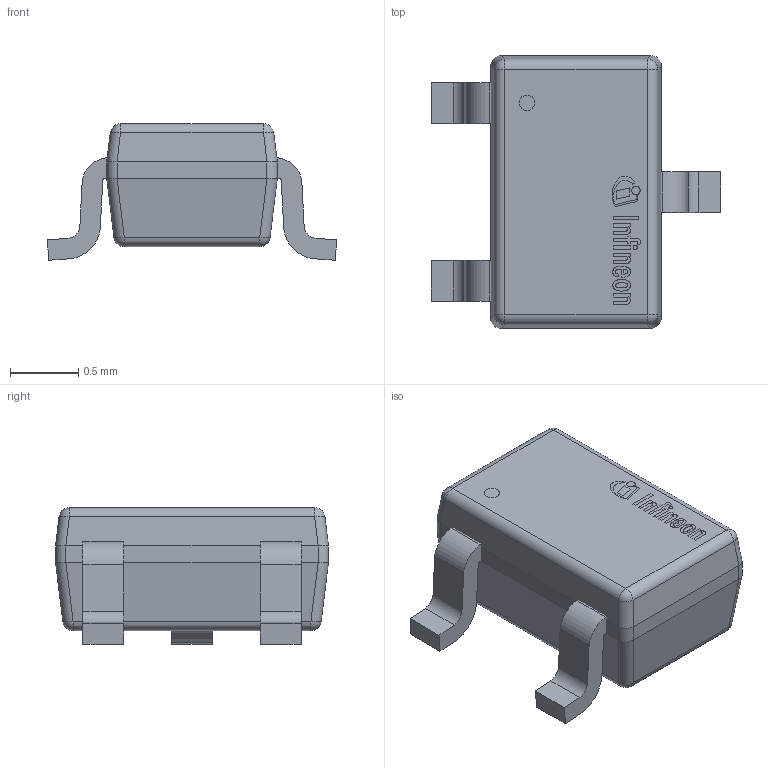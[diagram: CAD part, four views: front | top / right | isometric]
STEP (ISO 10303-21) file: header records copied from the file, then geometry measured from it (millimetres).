
FILE_DESCRIPTION(/* description */ (''),/* implementation_level */ '2;1');
FILE_NAME(/* name */ '1.stp',/* time_stamp */ '2019-11-19T19:08:36+02:00',/* author */ ('k'),/* organization */ (''),/* preprocessor_version */ 'ST-DEVELOPER v15.6',/* originating_system */ 'Autodesk Inventor 2015',/* authorisation */ '');
FILE_SCHEMA (('AUTOMOTIVE_DESIGN { 1 0 10303 214 3 1 1 }'));
Products named in the file (4): BODY-SOT; LEAD-SOT; Infineon Logo Adjustable; SC70 6
Bounding box: 2.12 x 2 x 1 mm (x, y, z)
Volume: 2.3 mm3; surface area: 13.9 mm2
Topology: 17 solids, 17 shells, 304 faces, 786 edges, 516 vertices
Faces by surface type: cylinder 170, plane 126, sphere 8
Full cylindrical faces by diameter (mm): 0.03 x1, 0.062 x1, 0.114 x1
Entity records: 8635 total; most frequent: DIRECTION 1597, CARTESIAN_POINT 1464, ORIENTED_EDGE 1422, EDGE_CURVE 711, AXIS2_PLACEMENT_3D 601, VERTEX_POINT 468, LINE 395, VECTOR 395
